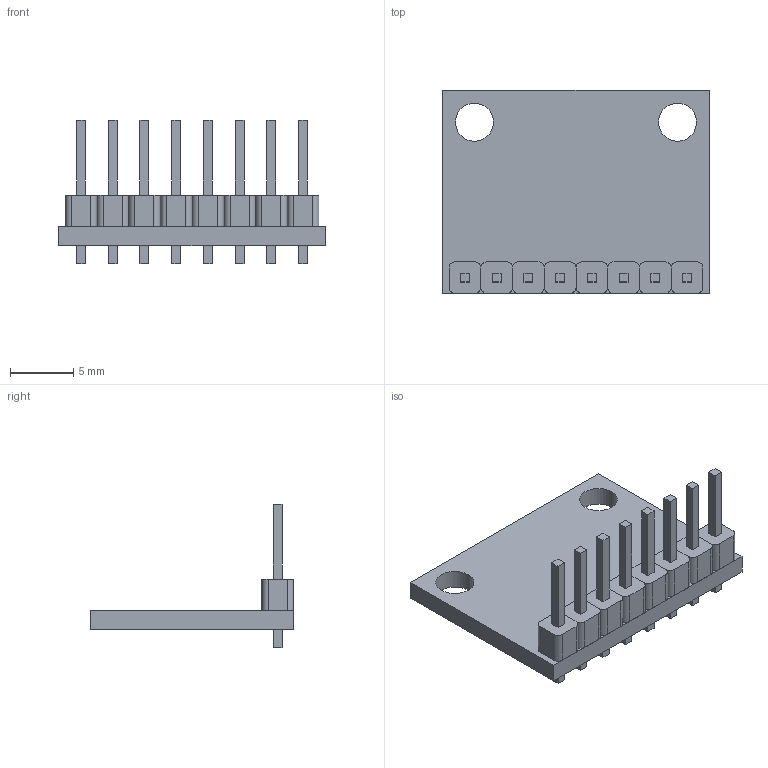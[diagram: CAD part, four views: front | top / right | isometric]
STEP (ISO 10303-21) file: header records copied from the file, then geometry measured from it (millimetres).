
FILE_DESCRIPTION (( 'STEP AP214' ), '1' );
FILE_NAME ('mpu.STEP', '2023-03-17T06:07:18', ( '' ), ( '' ), 'SwSTEP 2.0', 'SolidWorks 2021', '' );
FILE_SCHEMA (( 'AUTOMOTIVE_DESIGN' ));
Length unit declared in the file: millimetre
Products named in the file (3): pin_std; mpu_placa; mpu
Assembly tree (9 placements, depth 2):
  mpu
    mpu_placa
    pin_std  x8
Bounding box: 21 x 16 x 11.3 mm (x, y, z)
Volume: 638 mm3; surface area: 1259.5 mm2
Topology: 9 solids, 9 shells, 170 faces, 408 edges, 272 vertices
Faces by surface type: plane 134, cylinder 36
Entity records: 1046 total; most frequent: DIRECTION 172, CARTESIAN_POINT 162, ORIENTED_EDGE 144, EDGE_CURVE 72, AXIS2_PLACEMENT_3D 58, LINE 56, VECTOR 56, VERTEX_POINT 48
